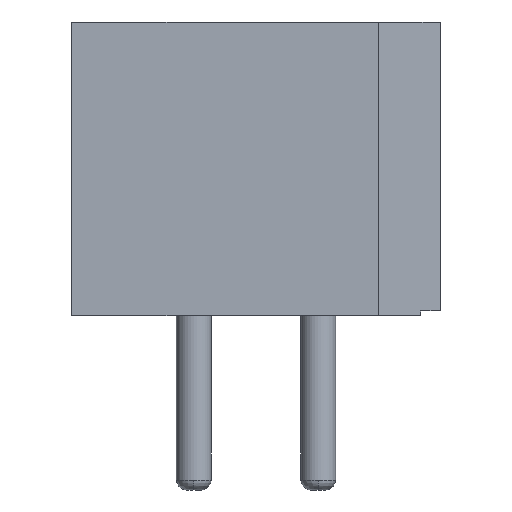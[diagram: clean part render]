
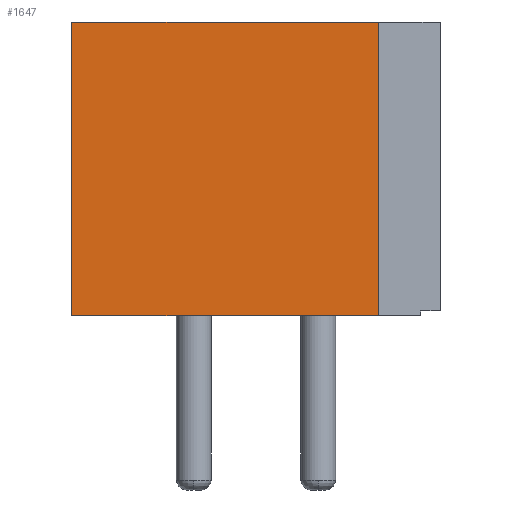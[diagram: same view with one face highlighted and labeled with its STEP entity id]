
A CAD part, front view. The second image highlights one B-rep face of the part: STEP entity #1647.
In plain terms, the highlighted planar face has unit normal (0, -1, 0).
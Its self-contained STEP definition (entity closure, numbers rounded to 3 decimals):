
#1196 = VERTEX_POINT('',#1197);
#1197 = CARTESIAN_POINT('',(-2.45,-1.8,5.9)
  );
#1203 = EDGE_CURVE('',#1196,#1204,#1206,.T.);
#1204 = VERTEX_POINT('',#1205);
#1205 = CARTESIAN_POINT('',(3.71,-1.8,5.9)
  );
#1206 = LINE('',#1207,#1208);
#1207 = CARTESIAN_POINT('',(-2.45,-1.8,5.9));
#1208 = VECTOR('',#1209,1.);
#1209 = DIRECTION('',(1.,0.,0.));
#1618 = VERTEX_POINT('',#1619);
#1619 = CARTESIAN_POINT('',(-2.45,-1.8,
    0.));
#1625 = EDGE_CURVE('',#1618,#1196,#1626,.T.);
#1626 = LINE('',#1627,#1628);
#1627 = CARTESIAN_POINT('',(-2.45,-1.8,0.));
#1628 = VECTOR('',#1629,1.);
#1629 = DIRECTION('',(0.,0.,1.));
#1647 = ADVANCED_FACE('',(#1648),#1666,.T.);
#1648 = FACE_BOUND('',#1649,.T.);
#1649 = EDGE_LOOP('',(#1650,#1658,#1659,#1660));
#1650 = ORIENTED_EDGE('',*,*,#1651,.T.);
#1651 = EDGE_CURVE('',#1652,#1204,#1654,.T.);
#1652 = VERTEX_POINT('',#1653);
#1653 = CARTESIAN_POINT('',(3.71,-1.8,
    0.));
#1654 = LINE('',#1655,#1656);
#1655 = CARTESIAN_POINT('',(3.71,-1.8,0.));
#1656 = VECTOR('',#1657,1.);
#1657 = DIRECTION('',(0.,0.,1.));
#1658 = ORIENTED_EDGE('',*,*,#1203,.F.);
#1659 = ORIENTED_EDGE('',*,*,#1625,.F.);
#1660 = ORIENTED_EDGE('',*,*,#1661,.T.);
#1661 = EDGE_CURVE('',#1618,#1652,#1662,.T.);
#1662 = LINE('',#1663,#1664);
#1663 = CARTESIAN_POINT('',(-2.45,-1.8,0.));
#1664 = VECTOR('',#1665,1.);
#1665 = DIRECTION('',(1.,0.,0.));
#1666 = PLANE('',#1667);
#1667 = AXIS2_PLACEMENT_3D('',#1668,#1669,#1670);
#1668 = CARTESIAN_POINT('',(-2.45,-1.8,
    0.));
#1669 = DIRECTION('',(0.,-1.,0.));
#1670 = DIRECTION('',(0.,0.,-1.));
